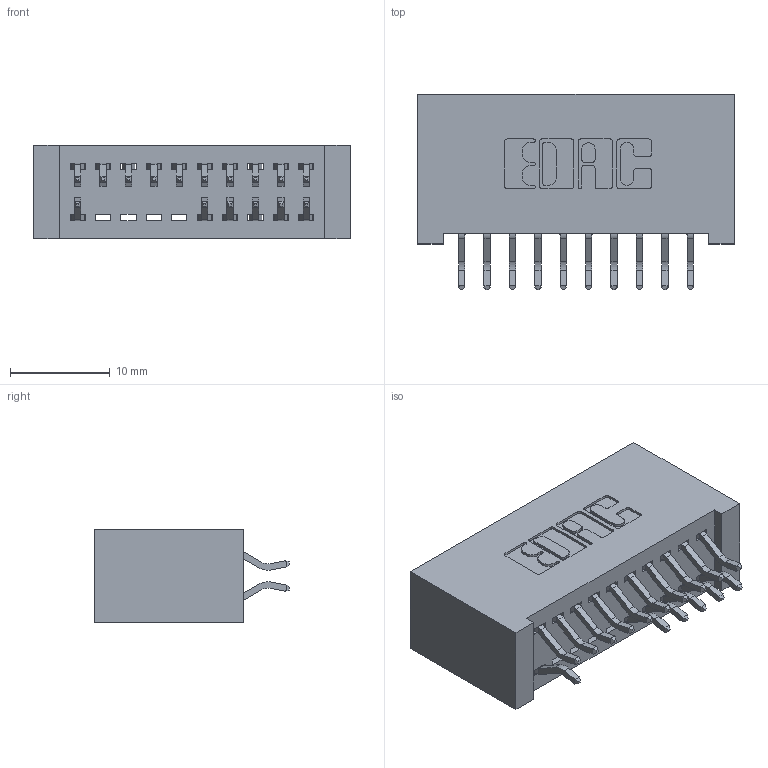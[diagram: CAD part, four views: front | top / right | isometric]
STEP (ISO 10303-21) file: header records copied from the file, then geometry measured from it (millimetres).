
FILE_DESCRIPTION (( 'STEP AP203' ), '1' );
FILE_NAME ('392-020-556-201.STEP', '2018-08-15T07:04:57', ( '' ), ( '' ), 'SwSTEP 2.0', 'SolidWorks 2016', '' );
FILE_SCHEMA (( 'CONFIG_CONTROL_DESIGN' ));
Length unit declared in the file: inch
Products named in the file (3): 345-292-001_556 Tail; 392-020-556-201; 342 Part_Lugless
Assembly tree (17 placements, depth 2):
  392-020-556-201
    342 Part_Lugless
    345-292-001_556 Tail  x16
Bounding box: 31.65 x 19.58 x 9.4 mm (x, y, z)
Volume: 3095.3 mm3; surface area: 4481.6 mm2
Topology: 17 solids, 17 shells, 1054 faces, 3127 edges, 2062 vertices
Faces by surface type: plane 726, cylinder 328
Entity records: 10255 total; most frequent: CARTESIAN_POINT 1766, ORIENTED_EDGE 1694, DIRECTION 1543, EDGE_CURVE 847, VECTOR 719, LINE 719, VERTEX_POINT 562, AXIS2_PLACEMENT_3D 412
